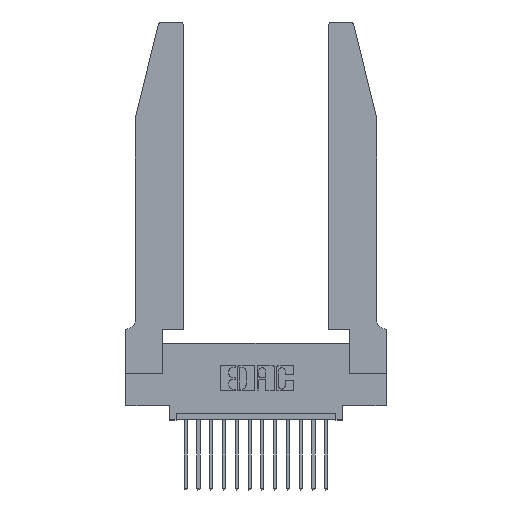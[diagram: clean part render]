
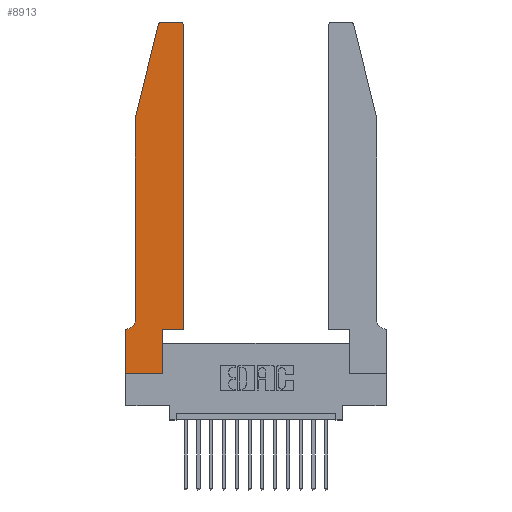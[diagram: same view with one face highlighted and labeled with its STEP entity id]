
A CAD part, top view. The second image highlights one B-rep face of the part: STEP entity #8913.
In plain terms, the highlighted planar face has unit normal (0, 0, 1).
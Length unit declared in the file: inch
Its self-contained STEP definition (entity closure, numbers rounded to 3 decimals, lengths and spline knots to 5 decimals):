
#244 = CARTESIAN_POINT ( 'NONE',  ( 0.0755, 0.42, 0.37 ) ) ;
#251 = DIRECTION ( 'NONE',  ( 0., 0., 1. ) ) ;
#267 = VECTOR ( 'NONE', #4880, 39.37008 ) ;
#813 = EDGE_CURVE ( 'NONE', #5127, #17256, #12036, .T. ) ;
#1656 = VECTOR ( 'NONE', #1985, 39.37008 ) ;
#1690 = LINE ( 'NONE', #17638, #14495 ) ;
#1795 = ORIENTED_EDGE ( 'NONE', *, *, #4591, .T. ) ;
#1912 = CARTESIAN_POINT ( 'NONE',  ( 0., 0., 0.37 ) ) ;
#1985 = DIRECTION ( 'NONE',  ( -0.239, -0.971, 0. ) ) ;
#2161 = EDGE_CURVE ( 'NONE', #9409, #2997, #2697, .T. ) ;
#2301 = CARTESIAN_POINT ( 'NONE',  ( 0.2865, 0., 0.37 ) ) ;
#2307 = CARTESIAN_POINT ( 'NONE',  ( 0.284, 2.72, 0.37 ) ) ;
#2588 = DIRECTION ( 'NONE',  ( 0., 0., -1. ) ) ;
#2657 = CIRCLE ( 'NONE', #17079, 0.07 ) ;
#2697 = LINE ( 'NONE', #6602, #9618 ) ;
#2842 = EDGE_CURVE ( 'NONE', #6463, #17888, #3444, .T. ) ;
#2872 = ORIENTED_EDGE ( 'NONE', *, *, #8125, .T. ) ;
#2877 = ORIENTED_EDGE ( 'NONE', *, *, #2842, .T. ) ;
#2891 = ORIENTED_EDGE ( 'NONE', *, *, #6081, .T. ) ;
#2997 = VERTEX_POINT ( 'NONE', #10775 ) ;
#3150 = AXIS2_PLACEMENT_3D ( 'NONE', #2307, #5221, #13260 ) ;
#3206 = CARTESIAN_POINT ( 'NONE',  ( 0., 0., 0.37 ) ) ;
#3267 = VERTEX_POINT ( 'NONE', #11535 ) ;
#3363 = EDGE_CURVE ( 'NONE', #3267, #6463, #12267, .T. ) ;
#3368 = DIRECTION ( 'NONE',  ( 1., 0., 0. ) ) ;
#3381 = LINE ( 'NONE', #4136, #7948 ) ;
#3382 = ORIENTED_EDGE ( 'NONE', *, *, #5303, .T. ) ;
#3444 = LINE ( 'NONE', #6344, #1656 ) ;
#3534 = DIRECTION ( 'NONE',  ( 1., 0., 0. ) ) ;
#3859 = LINE ( 'NONE', #13658, #9447 ) ;
#4136 = CARTESIAN_POINT ( 'NONE',  ( 0.4505, 0.35, 0.37 ) ) ;
#4264 = EDGE_CURVE ( 'NONE', #13492, #8431, #3859, .T. ) ;
#4341 = CARTESIAN_POINT ( 'NONE',  ( 0.0755, 2., 0.37 ) ) ;
#4591 = EDGE_CURVE ( 'NONE', #11324, #5127, #3381, .T. ) ;
#4880 = DIRECTION ( 'NONE',  ( 0., -1., 0. ) ) ;
#4952 = CARTESIAN_POINT ( 'NONE',  ( 0.4505, 0.35, 0.37 ) ) ;
#5127 = VERTEX_POINT ( 'NONE', #17579 ) ;
#5221 = DIRECTION ( 'NONE',  ( 0., 0., 1. ) ) ;
#5282 = DIRECTION ( 'NONE',  ( 0., 1., 0. ) ) ;
#5303 = EDGE_CURVE ( 'NONE', #8431, #16080, #13293, .T. ) ;
#5531 = FACE_OUTER_BOUND ( 'NONE', #13806, .T. ) ;
#5855 = ORIENTED_EDGE ( 'NONE', *, *, #16024, .T. ) ;
#5857 = DIRECTION ( 'NONE',  ( 0., -1., 0. ) ) ;
#6081 = EDGE_CURVE ( 'NONE', #9952, #13492, #2657, .T. ) ;
#6344 = CARTESIAN_POINT ( 'NONE',  ( 0.0755, 2., 0.37 ) ) ;
#6463 = VERTEX_POINT ( 'NONE', #16127 ) ;
#6602 = CARTESIAN_POINT ( 'NONE',  ( 0.2865, 0.35, 0.37 ) ) ;
#6981 = LINE ( 'NONE', #4341, #16697 ) ;
#7077 = DIRECTION ( 'NONE',  ( -1., 0., 0. ) ) ;
#7948 = VECTOR ( 'NONE', #10949, 39.37008 ) ;
#8125 = EDGE_CURVE ( 'NONE', #2997, #11324, #14283, .T. ) ;
#8247 = VECTOR ( 'NONE', #9169, 39.37008 ) ;
#8431 = VERTEX_POINT ( 'NONE', #17233 ) ;
#8913 = ADVANCED_FACE ( 'NONE', ( #5531 ), #15550, .T. ) ;
#9169 = DIRECTION ( 'NONE',  ( 1., 0., 0. ) ) ;
#9238 = CARTESIAN_POINT ( 'NONE',  ( 0.0055, 0.35, 0.37 ) ) ;
#9343 = CARTESIAN_POINT ( 'NONE',  ( 0.4205, 2.75, 0.37 ) ) ;
#9409 = VERTEX_POINT ( 'NONE', #2301 ) ;
#9447 = VECTOR ( 'NONE', #15029, 39.37008 ) ;
#9618 = VECTOR ( 'NONE', #5282, 39.37008 ) ;
#9952 = VERTEX_POINT ( 'NONE', #244 ) ;
#10762 = ORIENTED_EDGE ( 'NONE', *, *, #813, .T. ) ;
#10775 = CARTESIAN_POINT ( 'NONE',  ( 0.2865, 0.35, 0.37 ) ) ;
#10819 = ORIENTED_EDGE ( 'NONE', *, *, #4264, .T. ) ;
#10826 = EDGE_CURVE ( 'NONE', #17256, #3267, #1690, .T. ) ;
#10841 = CARTESIAN_POINT ( 'NONE',  ( 0.0055, 0.42, 0.37 ) ) ;
#10949 = DIRECTION ( 'NONE',  ( 0., 1., 0. ) ) ;
#11324 = VERTEX_POINT ( 'NONE', #4952 ) ;
#11535 = CARTESIAN_POINT ( 'NONE',  ( 0.284, 2.75, 0.37 ) ) ;
#11626 = ORIENTED_EDGE ( 'NONE', *, *, #10826, .T. ) ;
#11696 = ORIENTED_EDGE ( 'NONE', *, *, #15642, .T. ) ;
#11739 = ORIENTED_EDGE ( 'NONE', *, *, #3363, .T. ) ;
#12036 = CIRCLE ( 'NONE', #12052, 0.03 ) ;
#12052 = AXIS2_PLACEMENT_3D ( 'NONE', #16868, #251, #14206 ) ;
#12267 = CIRCLE ( 'NONE', #3150, 0.03 ) ;
#12438 = CARTESIAN_POINT ( 'NONE',  ( 0.0755, 2., 0.37 ) ) ;
#13260 = DIRECTION ( 'NONE',  ( 1., 0., 0. ) ) ;
#13293 = LINE ( 'NONE', #3206, #267 ) ;
#13462 = ORIENTED_EDGE ( 'NONE', *, *, #2161, .T. ) ;
#13492 = VERTEX_POINT ( 'NONE', #9238 ) ;
#13658 = CARTESIAN_POINT ( 'NONE',  ( 0.0755, 0.35, 0.37 ) ) ;
#13668 = VECTOR ( 'NONE', #3534, 39.37008 ) ;
#13806 = EDGE_LOOP ( 'NONE', ( #11626, #11739, #2877, #5855, #2891, #10819, #3382, #11696, #13462, #2872, #1795, #10762 ) ) ;
#14192 = DIRECTION ( 'NONE',  ( 0., 0., 1. ) ) ;
#14206 = DIRECTION ( 'NONE',  ( 1., 0., 0. ) ) ;
#14283 = LINE ( 'NONE', #17445, #8247 ) ;
#14495 = VECTOR ( 'NONE', #16490, 39.37008 ) ;
#14774 = LINE ( 'NONE', #16126, #13668 ) ;
#15029 = DIRECTION ( 'NONE',  ( -1., 0., 0. ) ) ;
#15550 = PLANE ( 'NONE',  #15944 ) ;
#15642 = EDGE_CURVE ( 'NONE', #16080, #9409, #14774, .T. ) ;
#15782 = CARTESIAN_POINT ( 'NONE',  ( 0., 0.35, 0.37 ) ) ;
#15944 = AXIS2_PLACEMENT_3D ( 'NONE', #15782, #14192, #3368 ) ;
#16024 = EDGE_CURVE ( 'NONE', #17888, #9952, #6981, .T. ) ;
#16080 = VERTEX_POINT ( 'NONE', #1912 ) ;
#16126 = CARTESIAN_POINT ( 'NONE',  ( 0., 0., 0.37 ) ) ;
#16127 = CARTESIAN_POINT ( 'NONE',  ( 0.25487, 2.72718, 0.37 ) ) ;
#16490 = DIRECTION ( 'NONE',  ( -1., 0., 0. ) ) ;
#16697 = VECTOR ( 'NONE', #5857, 39.37008 ) ;
#16868 = CARTESIAN_POINT ( 'NONE',  ( 0.4205, 2.72, 0.37 ) ) ;
#17079 = AXIS2_PLACEMENT_3D ( 'NONE', #10841, #2588, #7077 ) ;
#17233 = CARTESIAN_POINT ( 'NONE',  ( 0., 0.35, 0.37 ) ) ;
#17256 = VERTEX_POINT ( 'NONE', #9343 ) ;
#17445 = CARTESIAN_POINT ( 'NONE',  ( 0.4505, 0.35, 0.37 ) ) ;
#17579 = CARTESIAN_POINT ( 'NONE',  ( 0.4505, 2.72, 0.37 ) ) ;
#17638 = CARTESIAN_POINT ( 'NONE',  ( 0.2605, 2.75, 0.37 ) ) ;
#17888 = VERTEX_POINT ( 'NONE', #12438 ) ;
